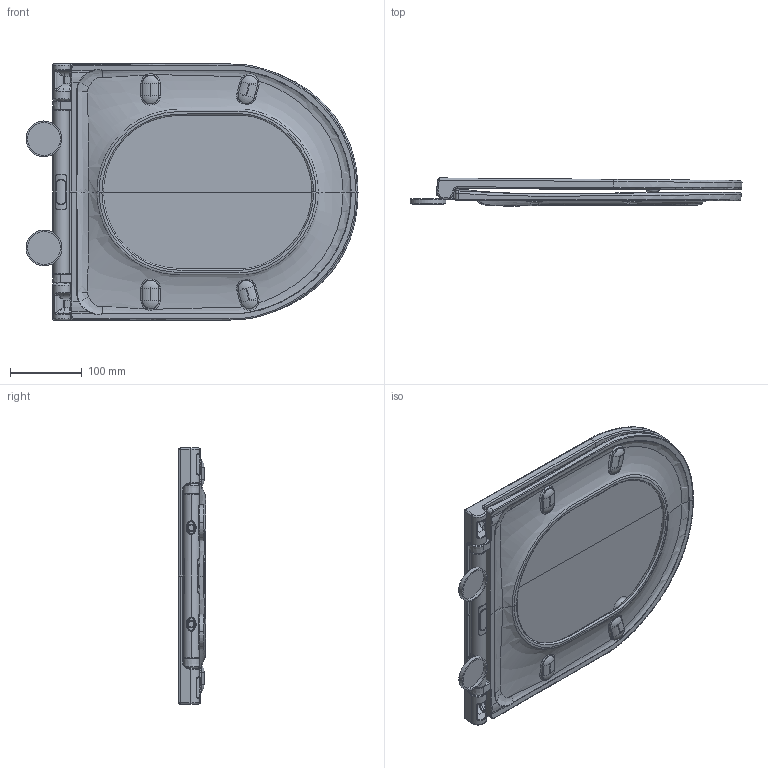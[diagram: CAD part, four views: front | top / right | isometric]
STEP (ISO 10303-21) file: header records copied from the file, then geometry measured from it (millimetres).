
FILE_DESCRIPTION (( 'STEP AP203' ), '1' );
FILE_NAME ('S27R308723.STEP', '2025-03-19T08:34:26', ( '' ), ( '' ), 'SwSTEP 2.0', 'SolidWorks 2021', '' );
FILE_SCHEMA (( 'CONFIG_CONTROL_DESIGN' ));
Length unit declared in the file: millimetre
Products named in the file (5): S27R308723; S27R308723_2_Predeterminado; S27R308723_1_1_Predeterminado; S27R308723_1_Predeterminado; S27R308723_1_2_Predeterminado
Assembly tree (5 placements, depth 3):
  S27R308723
    S27R308723_1_Predeterminado
      S27R308723_1_1_Predeterminado
      S27R308723_1_2_Predeterminado
    S27R308723_2_Predeterminado  x2
Bounding box: 464.05 x 38.87 x 358 mm (x, y, z)
Volume: 2117231.5 mm3; surface area: 523099.2 mm2
Topology: 14 solids, 14 shells, 445 faces, 1046 edges, 626 vertices
Faces by surface type: bspline 186, cylinder 114, plane 75, torus 70
Entity records: 51557 total; most frequent: CARTESIAN_POINT 42450, ORIENTED_EDGE 2040, DIRECTION 1446, EDGE_CURVE 1020, AXIS2_PLACEMENT_3D 620, VERTEX_POINT 616, EDGE_LOOP 446, ADVANCED_FACE 436
